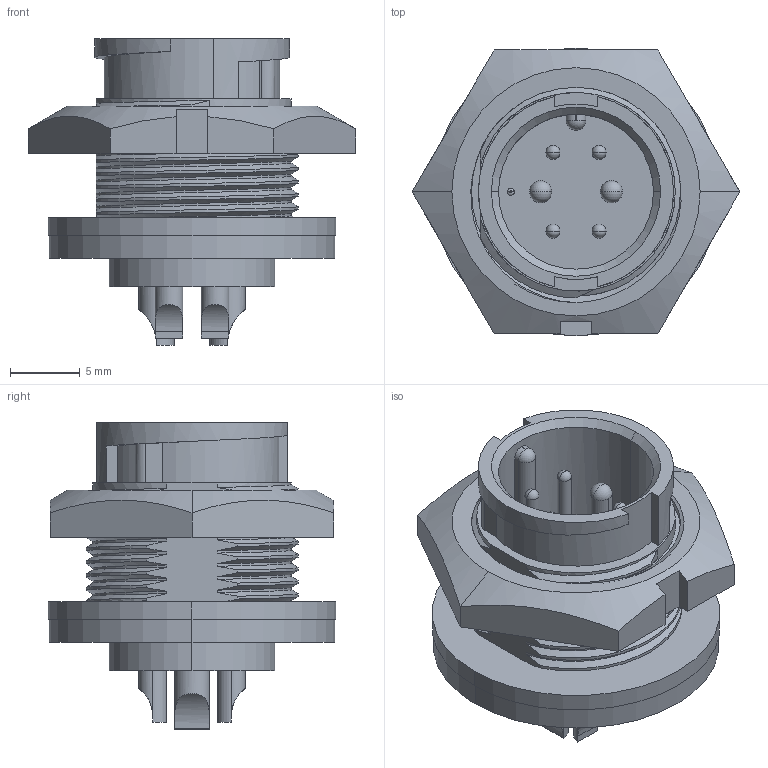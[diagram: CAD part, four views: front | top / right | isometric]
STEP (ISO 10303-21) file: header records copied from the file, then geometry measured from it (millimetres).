
FILE_DESCRIPTION (( 'STEP AP203' ), '1' );
FILE_NAME ('W7C82-6PG-300.STEP', '2016-10-25T22:27:18', ( '' ), ( '' ), 'SwSTEP 2.0', 'SolidWorks 2014', '' );
FILE_SCHEMA (( 'CONFIG_CONTROL_DESIGN' ));
Length unit declared in the file: millimetre
Products named in the file (1): W7C82-6PG-300
Bounding box: 23.46 x 20.62 x 21.97 mm (x, y, z)
Volume: 2954.1 mm3; surface area: 3180.3 mm2
Topology: 2 solids, 2 shells, 269 faces, 714 edges, 464 vertices
Faces by surface type: plane 91, cylinder 90, bspline 69, sphere 12, cone 4, torus 3
Entity records: 17135 total; most frequent: CARTESIAN_POINT 11175, ORIENTED_EDGE 1388, DIRECTION 967, EDGE_CURVE 694, VERTEX_POINT 456, VECTOR 333, LINE 333, AXIS2_PLACEMENT_3D 317
